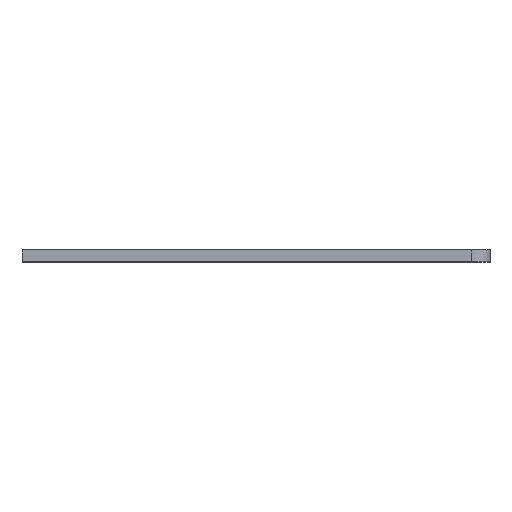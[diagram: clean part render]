
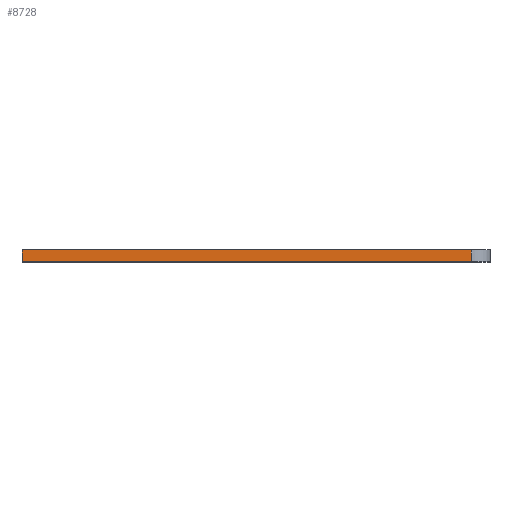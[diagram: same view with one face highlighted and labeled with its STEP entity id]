
A CAD part, top view. The second image highlights one B-rep face of the part: STEP entity #8728.
In plain terms, the highlighted planar face has unit normal (0, 0, 1).
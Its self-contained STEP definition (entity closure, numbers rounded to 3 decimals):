
#1185=DIRECTION('',(1.,0.,0.));
#1186=VECTOR('',#1185,192.);
#1187=CARTESIAN_POINT('',(-85.,5.,100.));
#1188=LINE('',#1187,#1186);
#3040=DIRECTION('',(0.,-1.,0.));
#3041=VECTOR('',#3040,5.);
#3042=CARTESIAN_POINT('',(107.,10.,100.));
#3043=LINE('',#3042,#3041);
#3044=DIRECTION('',(0.,1.,0.));
#3045=VECTOR('',#3044,5.);
#3046=CARTESIAN_POINT('',(-85.,5.,100.));
#3047=LINE('',#3046,#3045);
#3048=DIRECTION('',(1.,0.,0.));
#3049=VECTOR('',#3048,192.);
#3050=CARTESIAN_POINT('',(-85.,10.,100.));
#3051=LINE('',#3050,#3049);
#4405=CARTESIAN_POINT('',(-85.,10.,100.));
#4407=VERTEX_POINT('',#4405);
#4409=CARTESIAN_POINT('',(-85.,5.,100.));
#4410=VERTEX_POINT('',#4409);
#4530=CARTESIAN_POINT('',(107.,5.,100.));
#4532=VERTEX_POINT('',#4530);
#4533=CARTESIAN_POINT('',(107.,10.,100.));
#4534=VERTEX_POINT('',#4533);
#8717=CARTESIAN_POINT('',(-115.,0.,100.));
#8718=DIRECTION('',(0.,0.,1.));
#8719=DIRECTION('',(1.,0.,0.));
#8720=AXIS2_PLACEMENT_3D('',#8717,#8718,#8719);
#8721=PLANE('',#8720);
#8722=ORIENTED_EDGE('',*,*,#8710,.T.);
#8723=ORIENTED_EDGE('',*,*,#4967,.F.);
#8724=ORIENTED_EDGE('',*,*,#8577,.T.);
#8725=ORIENTED_EDGE('',*,*,#4610,.T.);
#8726=EDGE_LOOP('',(#8722,#8723,#8724,#8725));
#8727=FACE_OUTER_BOUND('',#8726,.F.);
#8728=ADVANCED_FACE('',(#8727),#8721,.T.);
#4610=EDGE_CURVE('',#4407,#4534,#3051,.T.);
#4967=EDGE_CURVE('',#4410,#4532,#1188,.T.);
#8577=EDGE_CURVE('',#4410,#4407,#3047,.T.);
#8710=EDGE_CURVE('',#4534,#4532,#3043,.T.);
